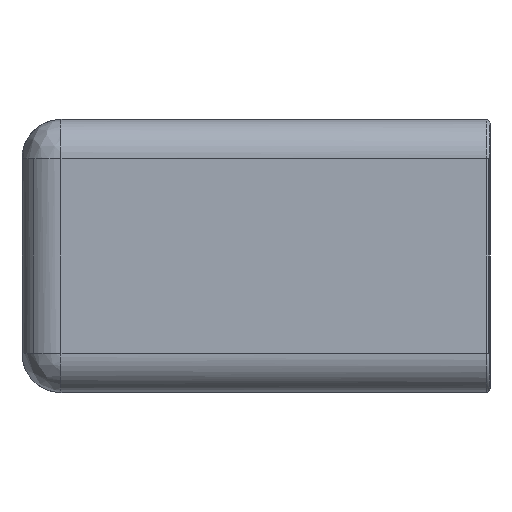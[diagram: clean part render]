
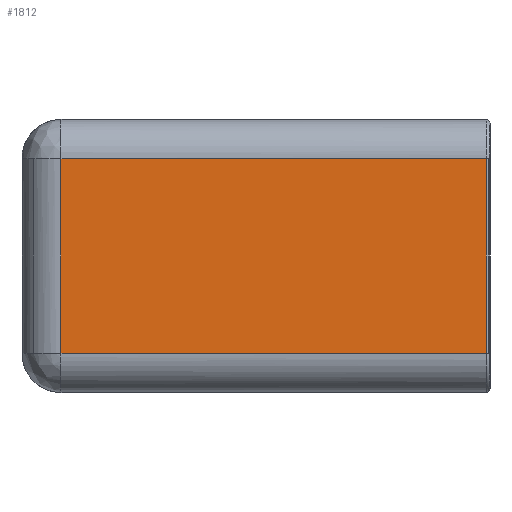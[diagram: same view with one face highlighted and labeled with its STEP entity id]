
A CAD part, left-side view. The second image highlights one B-rep face of the part: STEP entity #1812.
In plain terms, the highlighted free-form (B-spline) face has degree [1, 1] with [2, 2] control points.
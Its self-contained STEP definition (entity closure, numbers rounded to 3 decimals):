
#127 = VERTEX_POINT('',#128);
#128 = CARTESIAN_POINT('',(-18.492,-0.831,
    -2.078));
#134 = EDGE_CURVE('',#127,#135,#137,.T.);
#135 = VERTEX_POINT('',#136);
#136 = CARTESIAN_POINT('',(-18.492,-0.831,
    2.078));
#137 = B_SPLINE_CURVE_WITH_KNOTS('',1,(#138,#139),.UNSPECIFIED.,.F.,.F.,
  (2,2),(-0.75,4.25),.PIECEWISE_BEZIER_KNOTS.);
#138 = CARTESIAN_POINT('',(-18.492,-0.831,
    -2.078));
#139 = CARTESIAN_POINT('',(-18.492,-0.831,
    2.078));
#1388 = VERTEX_POINT('',#1389);
#1389 = CARTESIAN_POINT('',(-18.492,-9.89,
    2.078));
#1420 = EDGE_CURVE('',#1388,#1421,#1423,.T.);
#1421 = VERTEX_POINT('',#1422);
#1422 = CARTESIAN_POINT('',(-18.492,-9.89,
    -2.078));
#1423 = B_SPLINE_CURVE_WITH_KNOTS('',1,(#1424,#1425),.UNSPECIFIED.,.F.,
  .F.,(2,2),(-4.25,0.75),.PIECEWISE_BEZIER_KNOTS.);
#1424 = CARTESIAN_POINT('',(-18.492,-9.89,
    2.078));
#1425 = CARTESIAN_POINT('',(-18.492,-9.89,
    -2.078));
#1801 = EDGE_CURVE('',#135,#1388,#1802,.T.);
#1802 = B_SPLINE_CURVE_WITH_KNOTS('',1,(#1803,#1804),.UNSPECIFIED.,.F.,
  .F.,(2,2),(1.,11.9),.PIECEWISE_BEZIER_KNOTS.);
#1803 = CARTESIAN_POINT('',(-18.492,-0.831,
    2.078));
#1804 = CARTESIAN_POINT('',(-18.492,-9.89,
    2.078));
#1812 = ADVANCED_FACE('',(#1813),#1823,.T.);
#1813 = FACE_BOUND('',#1814,.T.);
#1814 = EDGE_LOOP('',(#1815,#1816,#1817,#1818));
#1815 = ORIENTED_EDGE('',*,*,#1420,.F.);
#1816 = ORIENTED_EDGE('',*,*,#1801,.F.);
#1817 = ORIENTED_EDGE('',*,*,#134,.F.);
#1818 = ORIENTED_EDGE('',*,*,#1819,.T.);
#1819 = EDGE_CURVE('',#127,#1421,#1820,.T.);
#1820 = B_SPLINE_CURVE_WITH_KNOTS('',1,(#1821,#1822),.UNSPECIFIED.,.F.,
  .F.,(2,2),(1.,11.9),.PIECEWISE_BEZIER_KNOTS.);
#1821 = CARTESIAN_POINT('',(-18.492,-0.831,
    -2.078));
#1822 = CARTESIAN_POINT('',(-18.492,-9.89,
    -2.078));
#1823 = B_SPLINE_SURFACE_WITH_KNOTS('',1,1,(
    (#1824,#1825)
    ,(#1826,#1827
    )),.UNSPECIFIED.,.F.,.F.,.F.,(2,2),(2,2),(-2.5,2.5),(1.,11.9),
  .PIECEWISE_BEZIER_KNOTS.);
#1824 = CARTESIAN_POINT('',(-18.492,-0.831,
    2.078));
#1825 = CARTESIAN_POINT('',(-18.492,-9.89,
    2.078));
#1826 = CARTESIAN_POINT('',(-18.492,-0.831,
    -2.078));
#1827 = CARTESIAN_POINT('',(-18.492,-9.89,
    -2.078));
